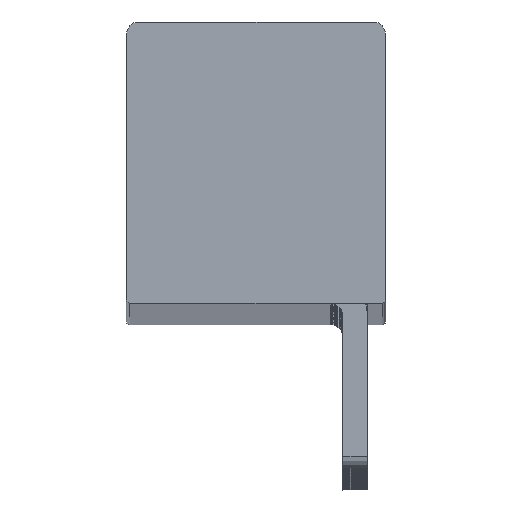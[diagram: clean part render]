
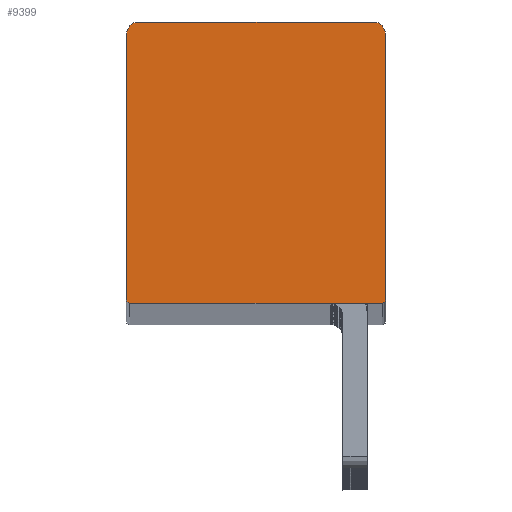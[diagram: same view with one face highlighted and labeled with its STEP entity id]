
A CAD part, top view. The second image highlights one B-rep face of the part: STEP entity #9399.
In plain terms, the highlighted planar face has unit normal (0, 0, 1).
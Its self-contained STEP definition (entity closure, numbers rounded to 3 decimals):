
#741=FACE_OUTER_BOUND('',#1283,.T.);
#1283=EDGE_LOOP('',(#8102,#8103,#8104,#8105,#8106,#8107,#8108,#8109));
#1672=CIRCLE('',#10285,1.);
#1673=CIRCLE('',#10286,1.);
#1674=CIRCLE('',#10287,0.3);
#1675=CIRCLE('',#10288,0.3);
#1978=LINE('',#13836,#2868);
#2558=LINE('',#15517,#3448);
#2559=LINE('',#15521,#3449);
#2560=LINE('',#15525,#3450);
#2868=VECTOR('',#11011,20.6);
#3448=VECTOR('',#12895,21.7);
#3449=VECTOR('',#12898,19.2);
#3450=VECTOR('',#12901,21.7);
#3850=VERTEX_POINT('',#13832);
#3852=VERTEX_POINT('',#13835);
#4300=VERTEX_POINT('',#15515);
#4301=VERTEX_POINT('',#15516);
#4302=VERTEX_POINT('',#15518);
#4303=VERTEX_POINT('',#15520);
#4304=VERTEX_POINT('',#15522);
#4305=VERTEX_POINT('',#15524);
#4730=EDGE_CURVE('',#3850,#3852,#1978,.T.);
#5570=EDGE_CURVE('',#4300,#4301,#2558,.T.);
#5571=EDGE_CURVE('',#4302,#4300,#1672,.T.);
#5572=EDGE_CURVE('',#4303,#4302,#2559,.T.);
#5573=EDGE_CURVE('',#4304,#4303,#1673,.T.);
#5574=EDGE_CURVE('',#4305,#4304,#2560,.T.);
#5575=EDGE_CURVE('',#3852,#4305,#1674,.T.);
#5576=EDGE_CURVE('',#4301,#3850,#1675,.T.);
#8102=ORIENTED_EDGE('',*,*,#5570,.F.);
#8103=ORIENTED_EDGE('',*,*,#5571,.F.);
#8104=ORIENTED_EDGE('',*,*,#5572,.F.);
#8105=ORIENTED_EDGE('',*,*,#5573,.F.);
#8106=ORIENTED_EDGE('',*,*,#5574,.F.);
#8107=ORIENTED_EDGE('',*,*,#5575,.F.);
#8108=ORIENTED_EDGE('',*,*,#4730,.F.);
#8109=ORIENTED_EDGE('',*,*,#5576,.F.);
#8432=PLANE('',#10284);
#9399=ADVANCED_FACE('',(#741),#8432,.T.);
#10284=AXIS2_PLACEMENT_3D('',#15514,#12893,#12894);
#10285=AXIS2_PLACEMENT_3D('',#15519,#12896,#12897);
#10286=AXIS2_PLACEMENT_3D('',#15523,#12899,#12900);
#10287=AXIS2_PLACEMENT_3D('',#15526,#12902,#12903);
#10288=AXIS2_PLACEMENT_3D('',#15527,#12904,#12905);
#11011=DIRECTION('',(-1.,0.,0.));
#12893=DIRECTION('center_axis',(0.,0.,1.));
#12894=DIRECTION('ref_axis',(1.,0.,0.));
#12895=DIRECTION('',(0.,-1.,0.));
#12896=DIRECTION('center_axis',(0.,0.,-1.));
#12897=DIRECTION('ref_axis',(1.,0.,0.));
#12898=DIRECTION('',(1.,0.,0.));
#12899=DIRECTION('center_axis',(0.,0.,-1.));
#12900=DIRECTION('ref_axis',(0.,1.,0.));
#12901=DIRECTION('',(0.,1.,0.));
#12902=DIRECTION('center_axis',(0.,0.,-1.));
#12903=DIRECTION('ref_axis',(-1.,0.,0.));
#12904=DIRECTION('center_axis',(0.,0.,-1.));
#12905=DIRECTION('ref_axis',(0.,-1.,0.));
#13832=CARTESIAN_POINT('',(690.702,604.641,9.));
#13835=CARTESIAN_POINT('',(670.102,604.641,9.));
#13836=CARTESIAN_POINT('',(690.702,604.641,9.));
#15514=CARTESIAN_POINT('Origin',(680.402,617.789,9.));
#15515=CARTESIAN_POINT('',(691.002,626.641,9.));
#15516=CARTESIAN_POINT('',(691.002,604.941,9.));
#15517=CARTESIAN_POINT('',(691.002,626.641,9.));
#15518=CARTESIAN_POINT('',(690.002,627.641,9.));
#15519=CARTESIAN_POINT('Origin',(690.002,626.641,9.));
#15520=CARTESIAN_POINT('',(670.802,627.641,9.));
#15521=CARTESIAN_POINT('',(670.802,627.641,9.));
#15522=CARTESIAN_POINT('',(669.802,626.641,9.));
#15523=CARTESIAN_POINT('Origin',(670.802,626.641,9.));
#15524=CARTESIAN_POINT('',(669.802,604.941,9.));
#15525=CARTESIAN_POINT('',(669.802,604.941,9.));
#15526=CARTESIAN_POINT('Origin',(670.102,604.941,9.));
#15527=CARTESIAN_POINT('Origin',(690.702,604.941,9.));
